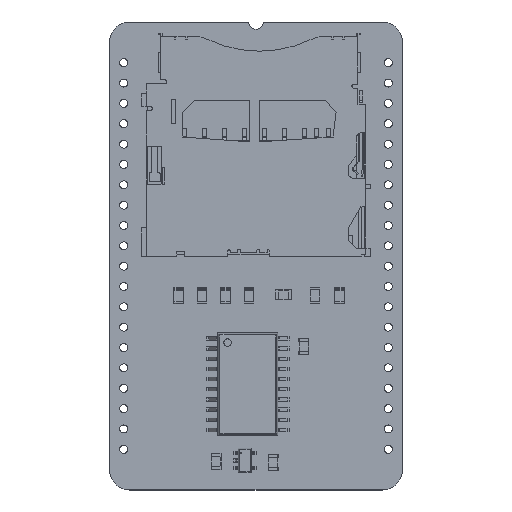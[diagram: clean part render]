
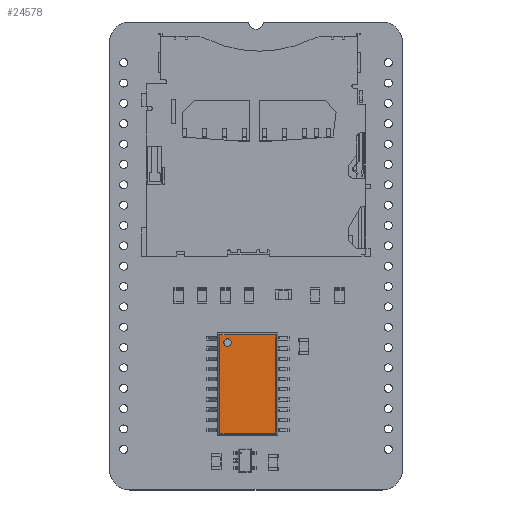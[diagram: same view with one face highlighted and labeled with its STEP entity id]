
A CAD part, top view. The second image highlights one B-rep face of the part: STEP entity #24578.
In plain terms, the highlighted planar face has unit normal (0, 0, 1).
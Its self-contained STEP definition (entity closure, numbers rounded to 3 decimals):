
#24484 = VERTEX_POINT('',#24485);
#24485 = CARTESIAN_POINT('',(-3.486,-6.136,2.65));
#24492 = EDGE_CURVE('',#24484,#24493,#24495,.T.);
#24493 = VERTEX_POINT('',#24494);
#24494 = CARTESIAN_POINT('',(-3.486,6.136,2.65));
#24495 = LINE('',#24496,#24497);
#24496 = CARTESIAN_POINT('',(-3.486,-6.213,2.65));
#24497 = VECTOR('',#24498,1.);
#24498 = DIRECTION('',(0.,1.,0.));
#24559 = VERTEX_POINT('',#24560);
#24560 = CARTESIAN_POINT('',(3.486,-6.136,2.65));
#24567 = EDGE_CURVE('',#24484,#24559,#24568,.T.);
#24568 = LINE('',#24569,#24570);
#24569 = CARTESIAN_POINT('',(-3.563,-6.136,2.65));
#24570 = VECTOR('',#24571,1.);
#24571 = DIRECTION('',(1.,0.,0.));
#24578 = ADVANCED_FACE('',(#24579,#24597),#24608,.T.);
#24579 = FACE_BOUND('',#24580,.T.);
#24580 = EDGE_LOOP('',(#24581,#24582,#24583,#24591));
#24581 = ORIENTED_EDGE('',*,*,#24492,.F.);
#24582 = ORIENTED_EDGE('',*,*,#24567,.T.);
#24583 = ORIENTED_EDGE('',*,*,#24584,.T.);
#24584 = EDGE_CURVE('',#24559,#24585,#24587,.T.);
#24585 = VERTEX_POINT('',#24586);
#24586 = CARTESIAN_POINT('',(3.486,6.136,2.65));
#24587 = LINE('',#24588,#24589);
#24588 = CARTESIAN_POINT('',(3.486,-6.213,2.65));
#24589 = VECTOR('',#24590,1.);
#24590 = DIRECTION('',(0.,1.,0.));
#24591 = ORIENTED_EDGE('',*,*,#24592,.F.);
#24592 = EDGE_CURVE('',#24493,#24585,#24593,.T.);
#24593 = LINE('',#24594,#24595);
#24594 = CARTESIAN_POINT('',(-3.563,6.136,2.65));
#24595 = VECTOR('',#24596,1.);
#24596 = DIRECTION('',(1.,0.,0.));
#24597 = FACE_BOUND('',#24598,.T.);
#24598 = EDGE_LOOP('',(#24599));
#24599 = ORIENTED_EDGE('',*,*,#24600,.F.);
#24600 = EDGE_CURVE('',#24601,#24601,#24603,.T.);
#24601 = VERTEX_POINT('',#24602);
#24602 = CARTESIAN_POINT('',(-2.066,5.185,2.65));
#24603 = CIRCLE('',#24604,0.469);
#24604 = AXIS2_PLACEMENT_3D('',#24605,#24606,#24607);
#24605 = CARTESIAN_POINT('',(-2.535,5.185,2.65));
#24606 = DIRECTION('',(0.,0.,1.));
#24607 = DIRECTION('',(1.,0.,0.));
#24608 = PLANE('',#24609);
#24609 = AXIS2_PLACEMENT_3D('',#24610,#24611,#24612);
#24610 = CARTESIAN_POINT('',(-3.75,-6.4,2.65));
#24611 = DIRECTION('',(0.,0.,1.));
#24612 = DIRECTION('',(1.,0.,0.));
